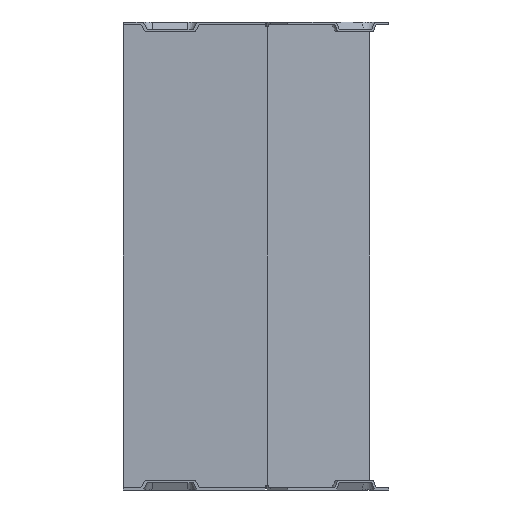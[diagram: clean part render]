
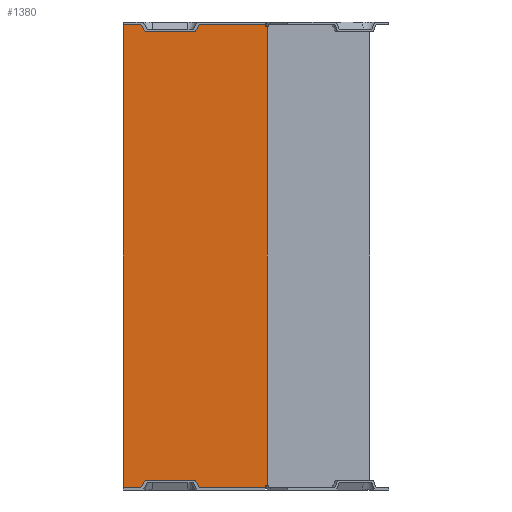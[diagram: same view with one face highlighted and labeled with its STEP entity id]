
A CAD part, front view. The second image highlights one B-rep face of the part: STEP entity #1380.
In plain terms, the highlighted planar face has unit normal (0, -1, 0).
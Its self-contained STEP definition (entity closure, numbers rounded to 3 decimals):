
#65=FACE_OUTER_BOUND('',#133,.T.);
#133=EDGE_LOOP('',(#886,#887,#888,#889,#890,#891,#892,#893,#894,#895));
#220=LINE('',#1988,#386);
#221=LINE('',#1991,#387);
#222=LINE('',#1993,#388);
#223=LINE('',#1995,#389);
#224=LINE('',#1997,#390);
#225=LINE('',#1999,#391);
#226=LINE('',#2001,#392);
#227=LINE('',#2003,#393);
#228=LINE('',#2005,#394);
#229=LINE('',#2006,#395);
#386=VECTOR('',#1602,10.);
#387=VECTOR('',#1605,10.);
#388=VECTOR('',#1606,10.);
#389=VECTOR('',#1607,10.);
#390=VECTOR('',#1608,10.);
#391=VECTOR('',#1609,10.);
#392=VECTOR('',#1610,10.);
#393=VECTOR('',#1611,10.);
#394=VECTOR('',#1612,10.);
#395=VECTOR('',#1613,10.);
#549=VERTEX_POINT('',#1978);
#553=VERTEX_POINT('',#1986);
#554=VERTEX_POINT('',#1990);
#555=VERTEX_POINT('',#1992);
#556=VERTEX_POINT('',#1994);
#557=VERTEX_POINT('',#1996);
#558=VERTEX_POINT('',#1998);
#559=VERTEX_POINT('',#2000);
#560=VERTEX_POINT('',#2002);
#561=VERTEX_POINT('',#2004);
#686=EDGE_CURVE('',#549,#553,#220,.T.);
#687=EDGE_CURVE('',#553,#554,#221,.T.);
#688=EDGE_CURVE('',#555,#554,#222,.T.);
#689=EDGE_CURVE('',#555,#556,#223,.T.);
#690=EDGE_CURVE('',#556,#557,#224,.T.);
#691=EDGE_CURVE('',#557,#558,#225,.T.);
#692=EDGE_CURVE('',#559,#558,#226,.T.);
#693=EDGE_CURVE('',#560,#559,#227,.T.);
#694=EDGE_CURVE('',#561,#560,#228,.T.);
#695=EDGE_CURVE('',#549,#561,#229,.T.);
#886=ORIENTED_EDGE('',*,*,#687,.T.);
#887=ORIENTED_EDGE('',*,*,#688,.F.);
#888=ORIENTED_EDGE('',*,*,#689,.T.);
#889=ORIENTED_EDGE('',*,*,#690,.T.);
#890=ORIENTED_EDGE('',*,*,#691,.T.);
#891=ORIENTED_EDGE('',*,*,#692,.F.);
#892=ORIENTED_EDGE('',*,*,#693,.F.);
#893=ORIENTED_EDGE('',*,*,#694,.F.);
#894=ORIENTED_EDGE('',*,*,#695,.F.);
#895=ORIENTED_EDGE('',*,*,#686,.T.);
#1259=PLANE('',#1473);
#1380=ADVANCED_FACE('',(#65),#1259,.F.);
#1473=AXIS2_PLACEMENT_3D('',#1989,#1603,#1604);
#1602=DIRECTION('',(0.,0.,1.));
#1603=DIRECTION('center_axis',(0.,1.,0.));
#1604=DIRECTION('ref_axis',(0.,0.,1.));
#1605=DIRECTION('',(-1.,0.,0.));
#1606=DIRECTION('',(0.,0.,1.));
#1607=DIRECTION('',(0.,0.,-1.));
#1608=DIRECTION('',(0.,0.,-1.));
#1609=DIRECTION('',(1.,0.,0.));
#1610=DIRECTION('',(0.,0.,-1.));
#1611=DIRECTION('',(-1.,0.,0.));
#1612=DIRECTION('',(0.,0.,-1.));
#1613=DIRECTION('',(1.,0.,0.));
#1978=CARTESIAN_POINT('',(60.586,-1.,-2.));
#1986=CARTESIAN_POINT('',(60.586,-1.,-1.));
#1988=CARTESIAN_POINT('',(60.586,-1.,-50.5));
#1989=CARTESIAN_POINT('Origin',(61.401,-1.,-100.));
#1990=CARTESIAN_POINT('',(0.,-1.,-1.));
#1991=CARTESIAN_POINT('',(45.847,-1.,-1.));
#1992=CARTESIAN_POINT('',(0.,-1.,-2.));
#1993=CARTESIAN_POINT('',(0.,-1.,-149.5));
#1994=CARTESIAN_POINT('',(0.,-1.,-198.));
#1995=CARTESIAN_POINT('',(0.,-1.,0.));
#1996=CARTESIAN_POINT('',(0.,-1.,-199.));
#1997=CARTESIAN_POINT('',(0.,-1.,-149.5));
#1998=CARTESIAN_POINT('',(60.586,-1.,-199.));
#1999=CARTESIAN_POINT('',(45.847,-1.,-199.));
#2000=CARTESIAN_POINT('',(60.586,-1.,-198.));
#2001=CARTESIAN_POINT('',(60.586,-1.,-150.));
#2002=CARTESIAN_POINT('',(61.414,-1.,-198.));
#2003=CARTESIAN_POINT('',(83.298,-1.,-198.));
#2004=CARTESIAN_POINT('',(61.414,-1.,-2.));
#2005=CARTESIAN_POINT('',(61.414,-1.,-100.));
#2006=CARTESIAN_POINT('',(30.701,-1.,-2.));
